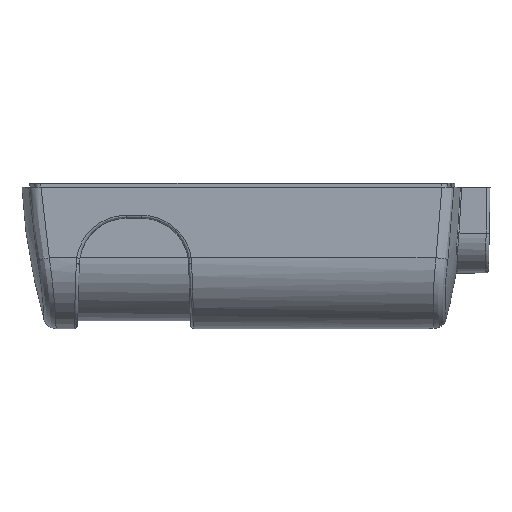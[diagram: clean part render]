
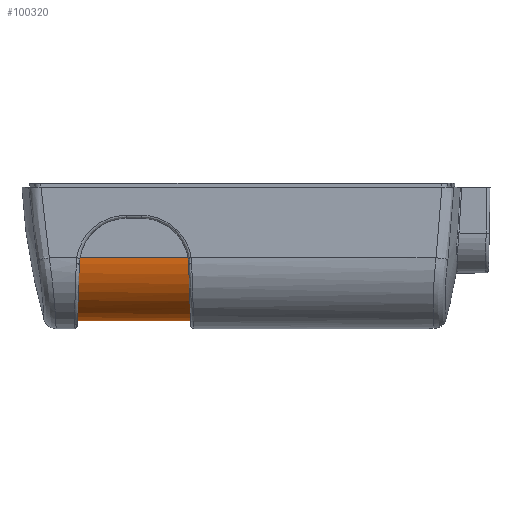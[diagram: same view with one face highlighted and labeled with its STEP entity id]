
A CAD part, left-side view. The second image highlights one B-rep face of the part: STEP entity #100320.
In plain terms, the highlighted cylindrical face has radius 21 mm (diameter 42 mm), a partial arc.
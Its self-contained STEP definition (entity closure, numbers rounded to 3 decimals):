
#31770=CARTESIAN_POINT('',(0.,-2.991,-31.));
#31780=DIRECTION('',(-1.,0.,0.));
#31790=DIRECTION('',(0.,1.,0.));
#31800=AXIS2_PLACEMENT_3D('',#31770,#31780,#31790);
#31810=CYLINDRICAL_SURFACE('',#31800,15.);
#32340=CARTESIAN_POINT('',(-21.843,-17.982,
-30.477));
#32350=VERTEX_POINT('',#32340);
#32380=CARTESIAN_POINT('',(-1.015,0.,-27.8));
#32390=DIRECTION('',(0.,-1.,0.));
#32400=DIRECTION('',(1.,0.,0.));
#32410=AXIS2_PLACEMENT_3D('',#32380,#32390,#32400);
#32420=CYLINDRICAL_SURFACE('',#32410,21.);
#32430=CARTESIAN_POINT('',(-21.843,-17.982,
-30.477));
#32440=CARTESIAN_POINT('',(-21.864,-17.976,
-30.315));
#32450=CARTESIAN_POINT('',(-21.883,-17.968,
-30.153));
#32460=CARTESIAN_POINT('',(-21.9,-17.957,
-29.991));
#32470=CARTESIAN_POINT('',(-21.917,-17.946,
-29.829));
#32480=CARTESIAN_POINT('',(-21.932,-17.932,
-29.667));
#32490=CARTESIAN_POINT('',(-21.945,-17.916,
-29.505));
#32500=CARTESIAN_POINT('',(-21.958,-17.9,
-29.343));
#32510=CARTESIAN_POINT('',(-21.97,-17.881,
-29.181));
#32520=CARTESIAN_POINT('',(-21.979,-17.86,
-29.02));
#32530=CARTESIAN_POINT('',(-21.989,-17.838,
-28.858));
#32540=CARTESIAN_POINT('',(-21.996,-17.814,
-28.697));
#32550=CARTESIAN_POINT('',(-22.002,-17.787,
-28.536));
#32560=B_SPLINE_CURVE_WITH_KNOTS('',3,(#32430,#32440,#32450,#32460,
#32470,#32480,#32490,#32500,#32510,#32520,#32530,#32540,#32550),
.UNSPECIFIED.,.F.,.F.,(4,3,3,3,4),(0.,0.49,
0.979,1.469,1.959),.UNSPECIFIED.);
#32570=SURFACE_CURVE('',#32560,(#31810,#32420),.CURVE_3D.);
#32580=CARTESIAN_POINT('',(-22.002,-17.787,
-28.536));
#32590=VERTEX_POINT('',#32580);
#32600=EDGE_CURVE('',#32350,#32590,#32570,.T.);
#73140=CARTESIAN_POINT('',(0.,1.991,-31.));
#73150=DIRECTION('',(-1.,0.,0.));
#73160=DIRECTION('',(0.,1.,0.));
#73170=AXIS2_PLACEMENT_3D('',#73140,#73150,#73160);
#73180=CYLINDRICAL_SURFACE('',#73170,15.);
#76440=CARTESIAN_POINT('',(-1.015,-18.622,-48.8));
#76450=VERTEX_POINT('',#76440);
#76480=CARTESIAN_POINT('',(-1.015,-17.888,-27.8));
#76490=DIRECTION('',(0.,-0.999,0.035));
#76500=DIRECTION('',(0.,-0.035,-0.999));
#76510=AXIS2_PLACEMENT_3D('',#76480,#76490,#76500);
#76520=ELLIPSE('',#76510,21.013,21.);
#76530=EDGE_CURVE('',#32350,#76450,#76520,.T.);
#80510=CARTESIAN_POINT('',(-21.843,16.982,
-30.477));
#80520=VERTEX_POINT('',#80510);
#80550=CARTESIAN_POINT('',(-1.015,16.888,-27.8));
#80560=DIRECTION('',(-0.,0.999,0.035));
#80570=DIRECTION('',(0.,0.035,-0.999));
#80580=AXIS2_PLACEMENT_3D('',#80550,#80560,#80570);
#80590=ELLIPSE('',#80580,21.013,21.);
#80600=CARTESIAN_POINT('',(-1.015,17.622,-48.8));
#80610=VERTEX_POINT('',#80600);
#80620=EDGE_CURVE('',#80610,#80520,#80590,.T.);
#98810=CARTESIAN_POINT('',(-22.002,-24.032,
-28.536));
#98820=CARTESIAN_POINT('',(-22.002,-23.675,
-28.536));
#98830=CARTESIAN_POINT('',(-22.002,-23.319,
-28.536));
#98840=CARTESIAN_POINT('',(-22.002,-22.606,
-28.536));
#98850=CARTESIAN_POINT('',(-22.002,-22.25,
-28.536));
#98860=CARTESIAN_POINT('',(-22.002,-8.595,
-28.536));
#98870=CARTESIAN_POINT('',(-22.002,4.704,
-28.533));
#98880=CARTESIAN_POINT('',(-22.002,18.359,
-28.533));
#98890=CARTESIAN_POINT('',(-22.002,18.715,
-28.533));
#98900=CARTESIAN_POINT('',(-22.002,19.428,
-28.533));
#98910=CARTESIAN_POINT('',(-22.002,19.784,
-28.533));
#98920=CARTESIAN_POINT('',(-22.002,20.141,
-28.533));
#98930=B_SPLINE_CURVE_WITH_KNOTS('',3,(#98810,#98820,#98830,#98840,
#98850,#98860,#98870,#98880,#98890,#98900,#98910,#98920),.UNSPECIFIED.,
.F.,.F.,(4,2,2,2,2,4),(-2.138,-1.069,0.,
39.895,40.965,42.034),.UNSPECIFIED.);
#98940=CARTESIAN_POINT('',(-22.002,16.787,
-28.533));
#98950=VERTEX_POINT('',#98940);
#98960=EDGE_CURVE('',#32590,#98950,#98930,.T.);
#99730=CARTESIAN_POINT('',(-1.015,0.,-48.8));
#99740=DIRECTION('',(0.,1.,0.));
#99750=VECTOR('',#99740,1.);
#99760=LINE('',#99730,#99750);
#99770=EDGE_CURVE('',#76450,#80610,#99760,.T.);
#99920=CARTESIAN_POINT('',(-22.002,16.787,
-28.533));
#99930=CARTESIAN_POINT('',(-21.996,16.813,
-28.694));
#99940=CARTESIAN_POINT('',(-21.989,16.838,
-28.856));
#99950=CARTESIAN_POINT('',(-21.979,16.859,
-29.017));
#99960=CARTESIAN_POINT('',(-21.97,16.881,
-29.179));
#99970=CARTESIAN_POINT('',(-21.959,16.9,
-29.341));
#99980=CARTESIAN_POINT('',(-21.945,16.916,
-29.503));
#99990=CARTESIAN_POINT('',(-21.932,16.932,
-29.666));
#100000=CARTESIAN_POINT('',(-21.917,16.946,
-29.828));
#100010=CARTESIAN_POINT('',(-21.9,16.957,
-29.99));
#100020=CARTESIAN_POINT('',(-21.883,16.968,
-30.152));
#100030=CARTESIAN_POINT('',(-21.864,16.976,
-30.314));
#100040=CARTESIAN_POINT('',(-21.843,16.982,
-30.477));
#100050=B_SPLINE_CURVE_WITH_KNOTS('',3,(#99920,#99930,#99940,#99950,
#99960,#99970,#99980,#99990,#100000,#100010,#100020,#100030,#100040),
.UNSPECIFIED.,.F.,.F.,(4,3,3,3,4),(0.,0.49,
0.981,1.471,1.962),.UNSPECIFIED.);
#100060=SURFACE_CURVE('',#100050,(#73180,#32420),.CURVE_3D.);
#100070=EDGE_CURVE('',#98950,#80520,#100060,.T.);
#100240=ORIENTED_EDGE('',*,*,#100070,.T.);
#100250=ORIENTED_EDGE('',*,*,#98960,.T.);
#100260=ORIENTED_EDGE('',*,*,#32600,.T.);
#100270=ORIENTED_EDGE('',*,*,#76530,.F.);
#100280=ORIENTED_EDGE('',*,*,#99770,.F.);
#100290=ORIENTED_EDGE('',*,*,#80620,.F.);
#100300=EDGE_LOOP('',(#100290,#100280,#100270,#100260,#100250,#100240));
#100310=FACE_OUTER_BOUND('',#100300,.T.);
#100320=ADVANCED_FACE('',(#100310),#32420,.T.);
